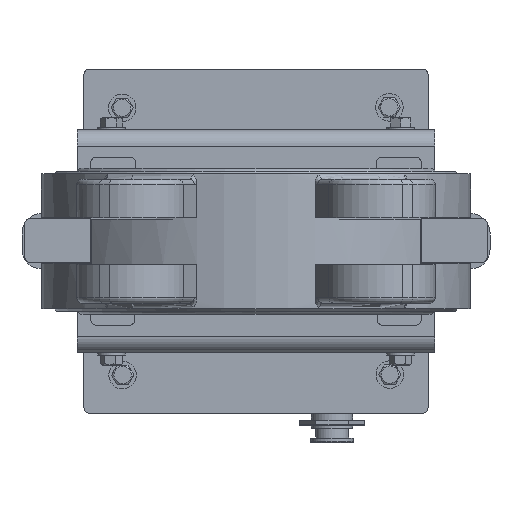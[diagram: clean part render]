
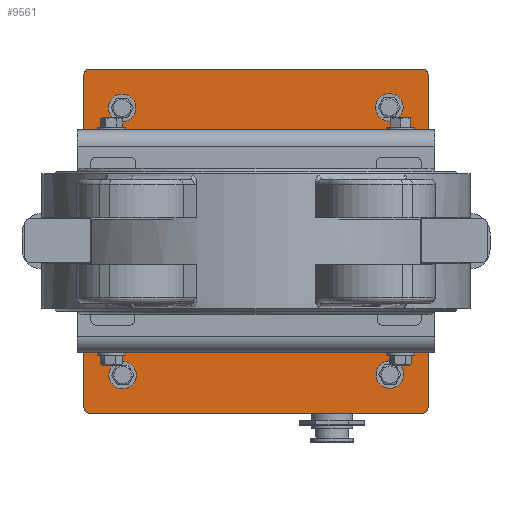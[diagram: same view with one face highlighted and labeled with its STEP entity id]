
A CAD part, front view. The second image highlights one B-rep face of the part: STEP entity #9561.
In plain terms, the highlighted planar face has unit normal (0, -1, 0).
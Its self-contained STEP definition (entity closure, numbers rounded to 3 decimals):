
#202=FACE_BOUND('',#1965,.T.);
#870=CIRCLE('',#10527,27.);
#874=CIRCLE('',#10535,2.);
#876=CIRCLE('',#10539,2.);
#878=CIRCLE('',#10543,2.);
#880=CIRCLE('',#10547,2.);
#1384=FACE_OUTER_BOUND('',#1964,.T.);
#1964=EDGE_LOOP('',(#7674,#7675,#7676,#7677,#7678,#7679,#7680,#7681));
#1965=EDGE_LOOP('',(#7682));
#2714=LINE('',#17064,#3457);
#2718=LINE('',#17076,#3461);
#2722=LINE('',#17088,#3465);
#2726=LINE('',#17099,#3469);
#3457=VECTOR('',#12597,10.);
#3461=VECTOR('',#12609,10.);
#3465=VECTOR('',#12621,10.);
#3469=VECTOR('',#12633,10.);
#4249=VERTEX_POINT('',#17039);
#4253=VERTEX_POINT('',#17054);
#4254=VERTEX_POINT('',#17055);
#4257=VERTEX_POINT('',#17063);
#4259=VERTEX_POINT('',#17069);
#4261=VERTEX_POINT('',#17075);
#4263=VERTEX_POINT('',#17081);
#4265=VERTEX_POINT('',#17087);
#4267=VERTEX_POINT('',#17093);
#5407=EDGE_CURVE('',#4249,#4249,#870,.T.);
#5413=EDGE_CURVE('',#4253,#4254,#874,.T.);
#5417=EDGE_CURVE('',#4257,#4253,#2714,.T.);
#5420=EDGE_CURVE('',#4259,#4257,#876,.T.);
#5423=EDGE_CURVE('',#4261,#4259,#2718,.T.);
#5426=EDGE_CURVE('',#4263,#4261,#878,.T.);
#5429=EDGE_CURVE('',#4265,#4263,#2722,.T.);
#5432=EDGE_CURVE('',#4267,#4265,#880,.T.);
#5435=EDGE_CURVE('',#4254,#4267,#2726,.T.);
#7674=ORIENTED_EDGE('',*,*,#5435,.F.);
#7675=ORIENTED_EDGE('',*,*,#5413,.F.);
#7676=ORIENTED_EDGE('',*,*,#5417,.F.);
#7677=ORIENTED_EDGE('',*,*,#5420,.F.);
#7678=ORIENTED_EDGE('',*,*,#5423,.F.);
#7679=ORIENTED_EDGE('',*,*,#5426,.F.);
#7680=ORIENTED_EDGE('',*,*,#5429,.F.);
#7681=ORIENTED_EDGE('',*,*,#5432,.F.);
#7682=ORIENTED_EDGE('',*,*,#5407,.T.);
#8635=PLANE('',#10551);
#9561=ADVANCED_FACE('',(#1384,#202),#8635,.F.);
#10527=AXIS2_PLACEMENT_3D('',#17041,#12571,#12572);
#10535=AXIS2_PLACEMENT_3D('',#17056,#12589,#12590);
#10539=AXIS2_PLACEMENT_3D('',#17070,#12602,#12603);
#10543=AXIS2_PLACEMENT_3D('',#17082,#12614,#12615);
#10547=AXIS2_PLACEMENT_3D('',#17094,#12626,#12627);
#10551=AXIS2_PLACEMENT_3D('',#17102,#12637,#12638);
#12571=DIRECTION('center_axis',(0.,1.,0.));
#12572=DIRECTION('ref_axis',(1.,0.,0.));
#12589=DIRECTION('center_axis',(0.,1.,0.));
#12590=DIRECTION('ref_axis',(0.,0.,-1.));
#12597=DIRECTION('',(-1.,0.,0.));
#12602=DIRECTION('center_axis',(0.,1.,0.));
#12603=DIRECTION('ref_axis',(1.,0.,0.));
#12609=DIRECTION('',(0.,0.,-1.));
#12614=DIRECTION('center_axis',(0.,1.,0.));
#12615=DIRECTION('ref_axis',(0.,0.,1.));
#12621=DIRECTION('',(1.,0.,0.));
#12626=DIRECTION('center_axis',(0.,1.,0.));
#12627=DIRECTION('ref_axis',(-1.,0.,0.));
#12633=DIRECTION('',(0.,0.,1.));
#12637=DIRECTION('center_axis',(0.,1.,0.));
#12638=DIRECTION('ref_axis',(0.,0.,1.));
#17039=CARTESIAN_POINT('',(-27.,0.,0.));
#17041=CARTESIAN_POINT('Origin',(0.,0.,0.));
#17054=CARTESIAN_POINT('',(-60.5,0.,-62.5));
#17055=CARTESIAN_POINT('',(-62.5,0.,-60.5));
#17056=CARTESIAN_POINT('Origin',(-60.5,0.,-60.5));
#17063=CARTESIAN_POINT('',(60.5,0.,-62.5));
#17064=CARTESIAN_POINT('',(60.5,0.,-62.5));
#17069=CARTESIAN_POINT('',(62.5,0.,-60.5));
#17070=CARTESIAN_POINT('Origin',(60.5,0.,-60.5));
#17075=CARTESIAN_POINT('',(62.5,0.,60.5));
#17076=CARTESIAN_POINT('',(62.5,0.,60.5));
#17081=CARTESIAN_POINT('',(60.5,0.,62.5));
#17082=CARTESIAN_POINT('Origin',(60.5,0.,60.5));
#17087=CARTESIAN_POINT('',(-60.5,0.,62.5));
#17088=CARTESIAN_POINT('',(-60.5,0.,62.5));
#17093=CARTESIAN_POINT('',(-62.5,0.,60.5));
#17094=CARTESIAN_POINT('Origin',(-60.5,0.,60.5));
#17099=CARTESIAN_POINT('',(-62.5,0.,-60.5));
#17102=CARTESIAN_POINT('Origin',(0.,0.,0.));
